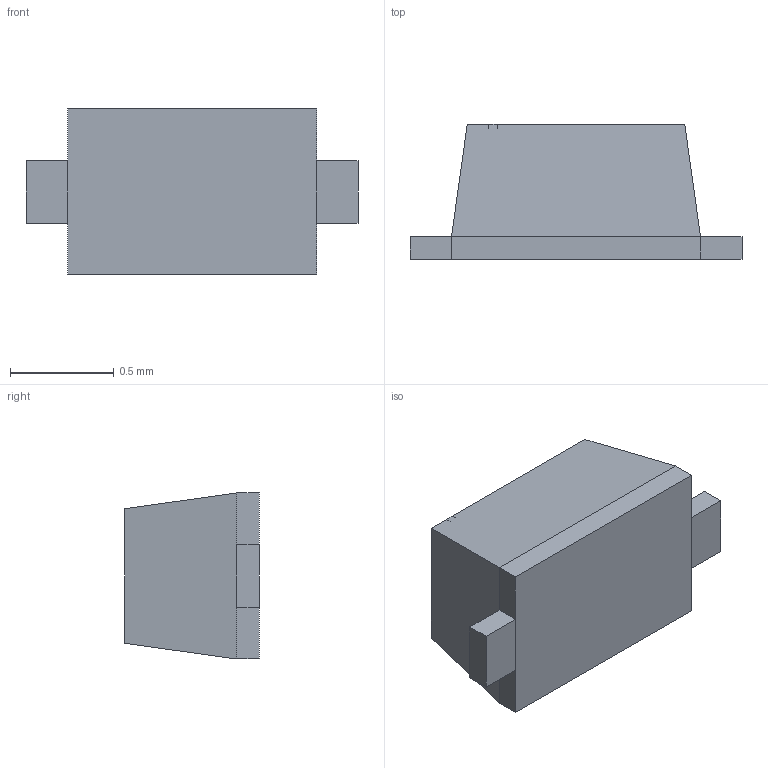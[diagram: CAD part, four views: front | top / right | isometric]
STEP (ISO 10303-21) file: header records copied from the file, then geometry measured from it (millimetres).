
FILE_DESCRIPTION (( 'STEP AP214' ), '1' );
FILE_NAME ('BZT585B18T-7.STEP', '2023-03-13T06:06:47', ( '' ), ( '' ), 'SwSTEP 2.0', 'SolidWorks 2021', '' );
FILE_SCHEMA (( 'AUTOMOTIVE_DESIGN' ));
Length unit declared in the file: millimetre
Products named in the file (1): BZT585B18T-7
Bounding box: 1.6 x 0.65 x 0.8 mm (x, y, z)
Volume: 0.6 mm3; surface area: 4.7 mm2
Topology: 4 solids, 4 shells, 34 faces, 70 edges, 44 vertices
Faces by surface type: plane 34
Entity records: 931 total; most frequent: CARTESIAN_POINT 149, DIRECTION 140, ORIENTED_EDGE 140, EDGE_CURVE 70, VECTOR 70, LINE 70, VERTEX_POINT 44, AXIS2_PLACEMENT_3D 35
